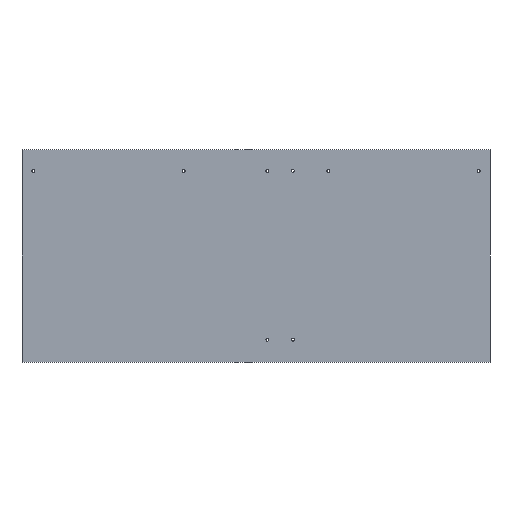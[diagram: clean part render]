
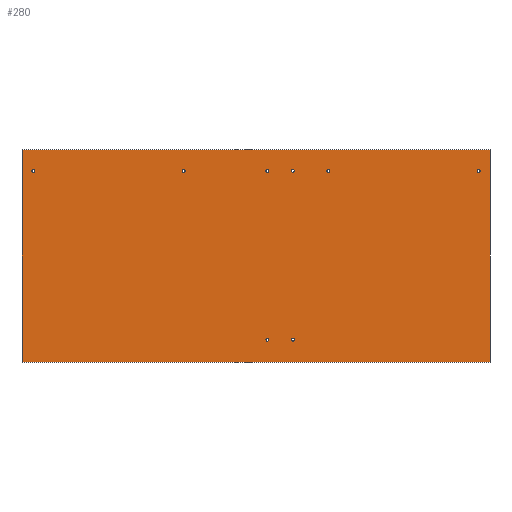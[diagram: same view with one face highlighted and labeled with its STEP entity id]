
A CAD part, front view. The second image highlights one B-rep face of the part: STEP entity #280.
In plain terms, the highlighted planar face has unit normal (0, -1, 0).
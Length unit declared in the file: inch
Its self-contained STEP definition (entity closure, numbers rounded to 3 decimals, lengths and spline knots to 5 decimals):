
#18=LINE('',#458,#30);
#21=LINE('',#463,#33);
#23=LINE('',#467,#35);
#25=LINE('',#470,#37);
#30=VECTOR('',#389,39.37008);
#33=VECTOR('',#394,39.37008);
#35=VECTOR('',#398,39.37008);
#37=VECTOR('',#402,39.37008);
#43=PLANE('',#330);
#60=FACE_BOUND('',#112,.T.);
#61=FACE_BOUND('',#113,.T.);
#62=FACE_BOUND('',#114,.T.);
#63=FACE_BOUND('',#115,.T.);
#64=FACE_BOUND('',#116,.T.);
#65=FACE_BOUND('',#117,.T.);
#66=FACE_BOUND('',#118,.T.);
#67=FACE_BOUND('',#119,.T.);
#81=FACE_OUTER_BOUND('',#111,.T.);
#111=EDGE_LOOP('',(#232,#233,#234,#235));
#112=EDGE_LOOP('',(#236));
#113=EDGE_LOOP('',(#237));
#114=EDGE_LOOP('',(#238));
#115=EDGE_LOOP('',(#239));
#116=EDGE_LOOP('',(#240));
#117=EDGE_LOOP('',(#241));
#118=EDGE_LOOP('',(#242));
#119=EDGE_LOOP('',(#243));
#121=CIRCLE('',#303,0.125);
#123=CIRCLE('',#306,0.125);
#125=CIRCLE('',#309,0.125);
#127=CIRCLE('',#312,0.125);
#129=CIRCLE('',#315,0.125);
#131=CIRCLE('',#318,0.125);
#133=CIRCLE('',#321,0.125);
#135=CIRCLE('',#324,0.125);
#137=VERTEX_POINT('',#409);
#139=VERTEX_POINT('',#414);
#141=VERTEX_POINT('',#419);
#143=VERTEX_POINT('',#424);
#145=VERTEX_POINT('',#429);
#147=VERTEX_POINT('',#434);
#149=VERTEX_POINT('',#439);
#151=VERTEX_POINT('',#444);
#156=VERTEX_POINT('',#456);
#157=VERTEX_POINT('',#457);
#158=VERTEX_POINT('',#462);
#159=VERTEX_POINT('',#466);
#161=EDGE_CURVE('',#137,#137,#121,.T.);
#163=EDGE_CURVE('',#139,#139,#123,.T.);
#165=EDGE_CURVE('',#141,#141,#125,.T.);
#167=EDGE_CURVE('',#143,#143,#127,.T.);
#169=EDGE_CURVE('',#145,#145,#129,.T.);
#171=EDGE_CURVE('',#147,#147,#131,.T.);
#173=EDGE_CURVE('',#149,#149,#133,.T.);
#175=EDGE_CURVE('',#151,#151,#135,.T.);
#180=EDGE_CURVE('',#156,#157,#18,.T.);
#183=EDGE_CURVE('',#157,#158,#21,.T.);
#185=EDGE_CURVE('',#159,#158,#23,.T.);
#187=EDGE_CURVE('',#156,#159,#25,.T.);
#232=ORIENTED_EDGE('',*,*,#185,.T.);
#233=ORIENTED_EDGE('',*,*,#183,.F.);
#234=ORIENTED_EDGE('',*,*,#180,.F.);
#235=ORIENTED_EDGE('',*,*,#187,.T.);
#236=ORIENTED_EDGE('',*,*,#161,.T.);
#237=ORIENTED_EDGE('',*,*,#163,.T.);
#238=ORIENTED_EDGE('',*,*,#165,.T.);
#239=ORIENTED_EDGE('',*,*,#167,.T.);
#240=ORIENTED_EDGE('',*,*,#169,.T.);
#241=ORIENTED_EDGE('',*,*,#171,.T.);
#242=ORIENTED_EDGE('',*,*,#173,.T.);
#243=ORIENTED_EDGE('',*,*,#175,.T.);
#280=ADVANCED_FACE('',(#81,#60,#61,#62,#63,#64,#65,#66,#67),#43,.T.);
#303=AXIS2_PLACEMENT_3D('',#410,#337,#338);
#306=AXIS2_PLACEMENT_3D('',#415,#343,#344);
#309=AXIS2_PLACEMENT_3D('',#420,#349,#350);
#312=AXIS2_PLACEMENT_3D('',#425,#355,#356);
#315=AXIS2_PLACEMENT_3D('',#430,#361,#362);
#318=AXIS2_PLACEMENT_3D('',#435,#367,#368);
#321=AXIS2_PLACEMENT_3D('',#440,#373,#374);
#324=AXIS2_PLACEMENT_3D('',#445,#379,#380);
#330=AXIS2_PLACEMENT_3D('',#471,#403,#404);
#337=DIRECTION('center_axis',(0.,1.,0.));
#338=DIRECTION('ref_axis',(0.,0.,-1.));
#343=DIRECTION('center_axis',(0.,1.,0.));
#344=DIRECTION('ref_axis',(0.,0.,-1.));
#349=DIRECTION('center_axis',(0.,1.,0.));
#350=DIRECTION('ref_axis',(0.,0.,-1.));
#355=DIRECTION('center_axis',(0.,1.,0.));
#356=DIRECTION('ref_axis',(0.,0.,-1.));
#361=DIRECTION('center_axis',(0.,1.,0.));
#362=DIRECTION('ref_axis',(0.,0.,-1.));
#367=DIRECTION('center_axis',(0.,1.,0.));
#368=DIRECTION('ref_axis',(0.,0.,-1.));
#373=DIRECTION('center_axis',(0.,1.,0.));
#374=DIRECTION('ref_axis',(0.,0.,-1.));
#379=DIRECTION('center_axis',(0.,1.,0.));
#380=DIRECTION('ref_axis',(0.,0.,-1.));
#389=DIRECTION('',(0.,0.,1.));
#394=DIRECTION('',(1.,0.,0.));
#398=DIRECTION('',(0.,0.,1.));
#402=DIRECTION('',(1.,0.,0.));
#403=DIRECTION('center_axis',(0.,-1.,0.));
#404=DIRECTION('ref_axis',(0.,0.,-1.));
#409=CARTESIAN_POINT('',(178.25,-0.125,16.75));
#410=CARTESIAN_POINT('Origin',(178.25,-0.125,16.875));
#414=CARTESIAN_POINT('',(198.875,-0.125,16.75));
#415=CARTESIAN_POINT('Origin',(198.875,-0.125,16.875));
#419=CARTESIAN_POINT('',(201.125,-0.125,16.75));
#420=CARTESIAN_POINT('Origin',(201.125,-0.125,16.875));
#424=CARTESIAN_POINT('',(217.5,-0.125,16.75));
#425=CARTESIAN_POINT('Origin',(217.5,-0.125,16.875));
#429=CARTESIAN_POINT('',(201.125,-0.125,1.875));
#430=CARTESIAN_POINT('Origin',(201.125,-0.125,2.));
#434=CARTESIAN_POINT('',(198.875,-0.125,1.875));
#435=CARTESIAN_POINT('Origin',(198.875,-0.125,2.));
#439=CARTESIAN_POINT('',(191.5,-0.125,16.75));
#440=CARTESIAN_POINT('Origin',(191.5,-0.125,16.875));
#444=CARTESIAN_POINT('',(204.25,-0.125,16.75));
#445=CARTESIAN_POINT('Origin',(204.25,-0.125,16.875));
#456=CARTESIAN_POINT('',(177.25,-0.125,0.));
#457=CARTESIAN_POINT('',(177.25,-0.125,18.75));
#458=CARTESIAN_POINT('',(177.25,-0.125,9.375));
#462=CARTESIAN_POINT('',(218.5,-0.125,18.75));
#463=CARTESIAN_POINT('',(197.875,-0.125,18.75));
#466=CARTESIAN_POINT('',(218.5,-0.125,0.));
#467=CARTESIAN_POINT('',(218.5,-0.125,9.375));
#470=CARTESIAN_POINT('',(197.875,-0.125,0.));
#471=CARTESIAN_POINT('Origin',(197.875,-0.125,9.375));
